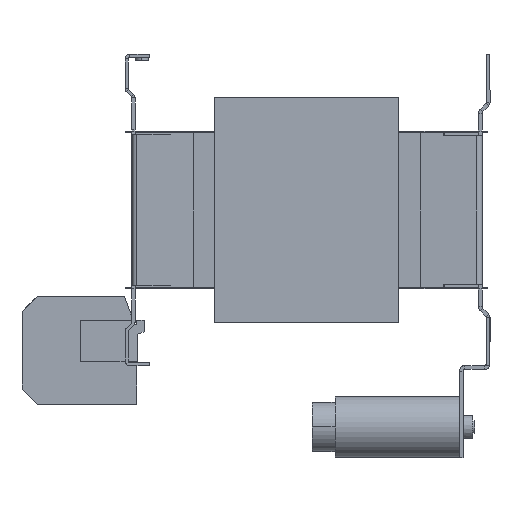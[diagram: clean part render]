
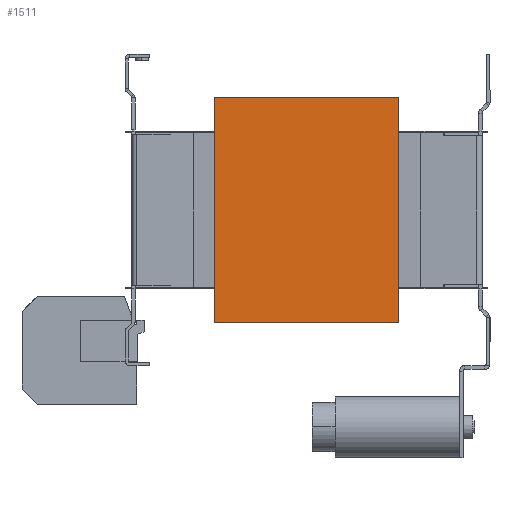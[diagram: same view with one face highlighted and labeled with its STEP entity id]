
A CAD part, left-side view. The second image highlights one B-rep face of the part: STEP entity #1511.
In plain terms, the highlighted planar face has unit normal (-1, 0, 0).
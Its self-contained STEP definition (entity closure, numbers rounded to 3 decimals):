
#39 = PLANE ( 'NONE',  #7561 ) ;
#372 = EDGE_CURVE ( 'NONE', #1637, #13216, #11073, .T. ) ;
#567 = VECTOR ( 'NONE', #12161, 1000. ) ;
#1186 = VECTOR ( 'NONE', #20745, 1000. ) ;
#1500 = FACE_OUTER_BOUND ( 'NONE', #16833, .T. ) ;
#1511 = ADVANCED_FACE ( 'NONE', ( #1500 ), #39, .F. ) ;
#1637 = VERTEX_POINT ( 'NONE', #15263 ) ;
#1925 = CARTESIAN_POINT ( 'NONE',  ( -149., -60., -49.5 ) ) ;
#2241 = DIRECTION ( 'NONE',  ( 0., 0., -1. ) ) ;
#2865 = CARTESIAN_POINT ( 'NONE',  ( -149., 60., 73.5 ) ) ;
#4959 = CARTESIAN_POINT ( 'NONE',  ( -149., -60., 73.5 ) ) ;
#5505 = VECTOR ( 'NONE', #11373, 1000. ) ;
#5949 = ORIENTED_EDGE ( 'NONE', *, *, #372, .F. ) ;
#6756 = DIRECTION ( 'NONE',  ( 0., 0., 1. ) ) ;
#6916 = EDGE_CURVE ( 'NONE', #11954, #18080, #17577, .T. ) ;
#7561 = AXIS2_PLACEMENT_3D ( 'NONE', #1925, #19273, #6756 ) ;
#10867 = ORIENTED_EDGE ( 'NONE', *, *, #6916, .T. ) ;
#11073 = LINE ( 'NONE', #13063, #1186 ) ;
#11176 = LINE ( 'NONE', #13838, #567 ) ;
#11373 = DIRECTION ( 'NONE',  ( 0., 1., 0. ) ) ;
#11430 = EDGE_CURVE ( 'NONE', #11954, #1637, #11176, .T. ) ;
#11954 = VERTEX_POINT ( 'NONE', #13044 ) ;
#12161 = DIRECTION ( 'NONE',  ( 0., 0., -1. ) ) ;
#13044 = CARTESIAN_POINT ( 'NONE',  ( -149., -60., 73.5 ) ) ;
#13063 = CARTESIAN_POINT ( 'NONE',  ( -149., -60., -73.5 ) ) ;
#13216 = VERTEX_POINT ( 'NONE', #17489 ) ;
#13838 = CARTESIAN_POINT ( 'NONE',  ( -149., -60., -49.5 ) ) ;
#14415 = EDGE_CURVE ( 'NONE', #18080, #13216, #14853, .T. ) ;
#14853 = LINE ( 'NONE', #16749, #19072 ) ;
#15263 = CARTESIAN_POINT ( 'NONE',  ( -149., -60., -73.5 ) ) ;
#16749 = CARTESIAN_POINT ( 'NONE',  ( -149., 60., -49.5 ) ) ;
#16833 = EDGE_LOOP ( 'NONE', ( #18240, #5949, #18753, #10867 ) ) ;
#17489 = CARTESIAN_POINT ( 'NONE',  ( -149., 60., -73.5 ) ) ;
#17577 = LINE ( 'NONE', #4959, #5505 ) ;
#18080 = VERTEX_POINT ( 'NONE', #2865 ) ;
#18240 = ORIENTED_EDGE ( 'NONE', *, *, #14415, .T. ) ;
#18753 = ORIENTED_EDGE ( 'NONE', *, *, #11430, .F. ) ;
#19072 = VECTOR ( 'NONE', #2241, 1000. ) ;
#19273 = DIRECTION ( 'NONE',  ( 1., 0., 0. ) ) ;
#20745 = DIRECTION ( 'NONE',  ( 0., 1., 0. ) ) ;
